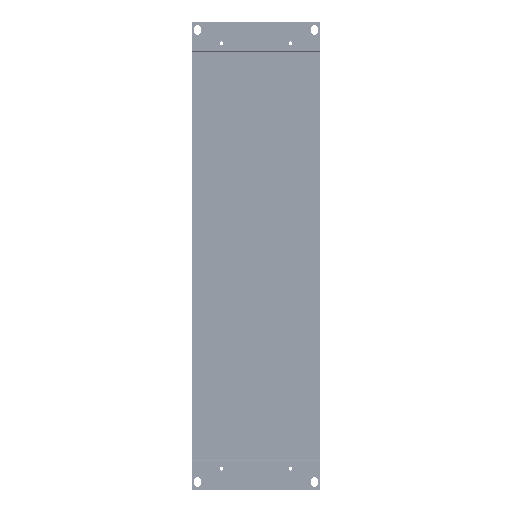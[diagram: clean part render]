
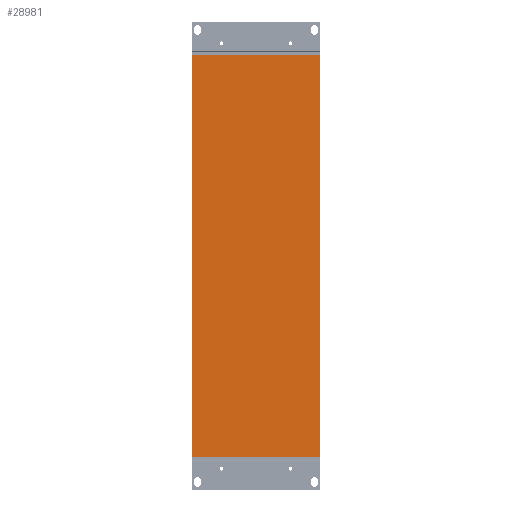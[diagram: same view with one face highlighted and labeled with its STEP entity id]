
A CAD part, front view. The second image highlights one B-rep face of the part: STEP entity #28981.
In plain terms, the highlighted planar face has unit normal (0, -1, 0).
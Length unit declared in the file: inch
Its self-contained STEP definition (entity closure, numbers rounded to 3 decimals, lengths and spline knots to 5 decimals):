
#2687 = VERTEX_POINT ( 'NONE', #138929 ) ;
#11394 = ORIENTED_EDGE ( 'NONE', *, *, #51756, .T. ) ;
#12328 = EDGE_CURVE ( 'NONE', #2687, #23443, #25948, .T. ) ;
#13357 = VECTOR ( 'NONE', #27469, 39.37008 ) ;
#14578 = CARTESIAN_POINT ( 'NONE',  ( 4.19241, -0.31353, 0. ) ) ;
#15631 = CARTESIAN_POINT ( 'NONE',  ( 4.19241, -0.31353, 0. ) ) ;
#23443 = VERTEX_POINT ( 'NONE', #14578 ) ;
#25671 = EDGE_CURVE ( 'NONE', #23443, #57283, #52110, .T. ) ;
#25948 = LINE ( 'NONE', #15631, #13357 ) ;
#27469 = DIRECTION ( 'NONE',  ( 1., 0., 0. ) ) ;
#28981 = ADVANCED_FACE ( 'NONE', ( #106881 ), #45324, .T. ) ;
#32609 = VECTOR ( 'NONE', #103503, 39.37008 ) ;
#41090 = CARTESIAN_POINT ( 'NONE',  ( 4.19241, -0.31353, 0. ) ) ;
#41912 = CARTESIAN_POINT ( 'NONE',  ( 4.19241, -0.31353, 16.35039 ) ) ;
#42293 = ORIENTED_EDGE ( 'NONE', *, *, #87588, .T. ) ;
#45324 = PLANE ( 'NONE',  #110661 ) ;
#46266 = CARTESIAN_POINT ( 'NONE',  ( -1.02759, -0.31353, 16.35039 ) ) ;
#48585 = VERTEX_POINT ( 'NONE', #46266 ) ;
#51756 = EDGE_CURVE ( 'NONE', #57283, #48585, #64330, .T. ) ;
#52110 = LINE ( 'NONE', #41090, #72182 ) ;
#55552 = CARTESIAN_POINT ( 'NONE',  ( 4.19241, -0.31353, 16.35039 ) ) ;
#57283 = VERTEX_POINT ( 'NONE', #41912 ) ;
#63988 = DIRECTION ( 'NONE',  ( 0., 0., 1. ) ) ;
#64330 = LINE ( 'NONE', #55552, #32609 ) ;
#68788 = LINE ( 'NONE', #136612, #81511 ) ;
#72182 = VECTOR ( 'NONE', #63988, 39.37008 ) ;
#74617 = EDGE_LOOP ( 'NONE', ( #145167, #11394, #42293, #92020 ) ) ;
#81511 = VECTOR ( 'NONE', #112970, 39.37008 ) ;
#87588 = EDGE_CURVE ( 'NONE', #48585, #2687, #68788, .T. ) ;
#91713 = DIRECTION ( 'NONE',  ( 0., -1., 0. ) ) ;
#92020 = ORIENTED_EDGE ( 'NONE', *, *, #12328, .T. ) ;
#103503 = DIRECTION ( 'NONE',  ( -1., 0., 0. ) ) ;
#106881 = FACE_OUTER_BOUND ( 'NONE', #74617, .T. ) ;
#110661 = AXIS2_PLACEMENT_3D ( 'NONE', #116828, #91713, #151437 ) ;
#112970 = DIRECTION ( 'NONE',  ( 0., 0., -1. ) ) ;
#116828 = CARTESIAN_POINT ( 'NONE',  ( 4.19241, -0.31353, 0. ) ) ;
#136612 = CARTESIAN_POINT ( 'NONE',  ( -1.02759, -0.31353, 0. ) ) ;
#138929 = CARTESIAN_POINT ( 'NONE',  ( -1.02759, -0.31353, 0. ) ) ;
#145167 = ORIENTED_EDGE ( 'NONE', *, *, #25671, .T. ) ;
#151437 = DIRECTION ( 'NONE',  ( 0., 0., -1. ) ) ;
